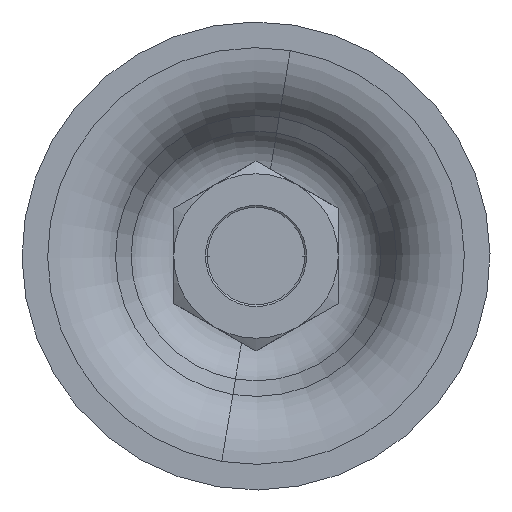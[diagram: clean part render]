
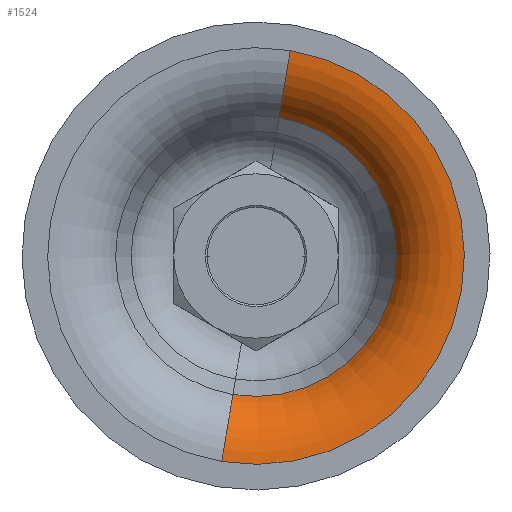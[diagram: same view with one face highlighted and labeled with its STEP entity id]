
A CAD part, front view. The second image highlights one B-rep face of the part: STEP entity #1524.
In plain terms, the highlighted toroidal (fillet/blend) face has major radius 16.472 mm and minor radius 6 mm.
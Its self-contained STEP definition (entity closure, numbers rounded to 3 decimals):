
#1512 = EDGE_CURVE ( 'NONE', #1519, #1515, #2152, .T. ) ;
#1513 = ORIENTED_EDGE ( 'NONE', *, *, #1512, .T. ) ;
#1515 = VERTEX_POINT ( 'NONE', #2147 ) ;
#1516 = ORIENTED_EDGE ( 'NONE', *, *, #1552, .F. ) ;
#1517 = VERTEX_POINT ( 'NONE', #2146 ) ;
#1518 = ORIENTED_EDGE ( 'NONE', *, *, #1521, .F. ) ;
#1519 = VERTEX_POINT ( 'NONE', #2145 ) ;
#1521 = EDGE_CURVE ( 'NONE', #1519, #1517, #2210, .T. ) ;
#1523 = EDGE_LOOP ( 'NONE', ( #1518, #1513, #1516, #1541 ) ) ;
#1524 = ADVANCED_FACE ( 'NONE', ( #2205 ), #2204, .T. ) ;
#1540 = VERTEX_POINT ( 'NONE', #2181 ) ;
#1541 = ORIENTED_EDGE ( 'NONE', *, *, #1547, .F. ) ;
#1547 = EDGE_CURVE ( 'NONE', #1517, #1540, #2236, .T. ) ;
#1552 = EDGE_CURVE ( 'NONE', #1540, #1515, #2227, .T. ) ;
#2145 = CARTESIAN_POINT ( 'NONE',  ( 0., 0., 16.472 ) ) ;
#2146 = CARTESIAN_POINT ( 'NONE',  ( 0., 0., -16.472 ) ) ;
#2147 = CARTESIAN_POINT ( 'NONE',  ( 0., 3.317, 11.106 ) ) ;
#2148 = DIRECTION ( 'NONE',  ( 0., 0., -1. ) ) ;
#2149 = DIRECTION ( 'NONE',  ( 1., 0., 0. ) ) ;
#2150 = CARTESIAN_POINT ( 'NONE',  ( 0., 6., 16.472 ) ) ;
#2151 = AXIS2_PLACEMENT_3D ( 'NONE', #2150, #2149, #2148 ) ;
#2152 = CIRCLE ( 'NONE', #2151, 6. ) ;
#2181 = CARTESIAN_POINT ( 'NONE',  ( 0., 3.317, -11.106 ) ) ;
#2200 = DIRECTION ( 'NONE',  ( 0., 0., -1. ) ) ;
#2201 = DIRECTION ( 'NONE',  ( 0., -1., 0. ) ) ;
#2202 = CARTESIAN_POINT ( 'NONE',  ( 0., 6., 0. ) ) ;
#2203 = AXIS2_PLACEMENT_3D ( 'NONE', #2202, #2201, #2200 ) ;
#2204 = TOROIDAL_SURFACE ( 'NONE', #2203, 16.472, 6. ) ;
#2205 = FACE_OUTER_BOUND ( 'NONE', #1523, .T. ) ;
#2206 = DIRECTION ( 'NONE',  ( 0., 0., -1. ) ) ;
#2207 = DIRECTION ( 'NONE',  ( 0., 1., 0. ) ) ;
#2208 = CARTESIAN_POINT ( 'NONE',  ( 0., 0., 0. ) ) ;
#2209 = AXIS2_PLACEMENT_3D ( 'NONE', #2208, #2207, #2206 ) ;
#2210 = CIRCLE ( 'NONE', #2209, 16.472 ) ;
#2223 = DIRECTION ( 'NONE',  ( 0., 0., 1. ) ) ;
#2224 = DIRECTION ( 'NONE',  ( 0., -1., 0. ) ) ;
#2225 = CARTESIAN_POINT ( 'NONE',  ( 0., 3.317, 0. ) ) ;
#2226 = AXIS2_PLACEMENT_3D ( 'NONE', #2225, #2224, #2223 ) ;
#2227 = CIRCLE ( 'NONE', #2226, 11.106 ) ;
#2232 = DIRECTION ( 'NONE',  ( 0., 0., 1. ) ) ;
#2233 = DIRECTION ( 'NONE',  ( -1., 0., 0. ) ) ;
#2234 = CARTESIAN_POINT ( 'NONE',  ( 0., 6., -16.472 ) ) ;
#2235 = AXIS2_PLACEMENT_3D ( 'NONE', #2234, #2233, #2232 ) ;
#2236 = CIRCLE ( 'NONE', #2235, 6. ) ;
